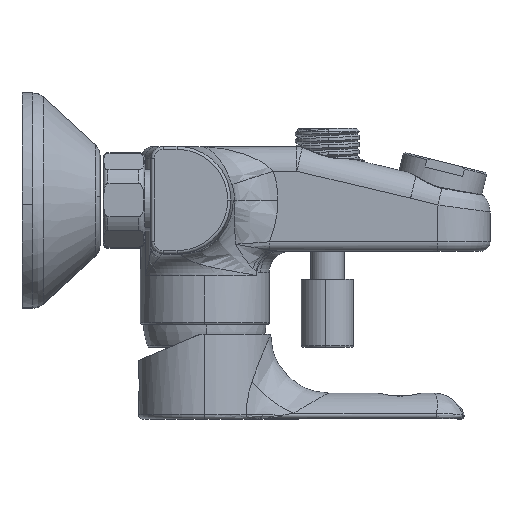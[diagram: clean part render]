
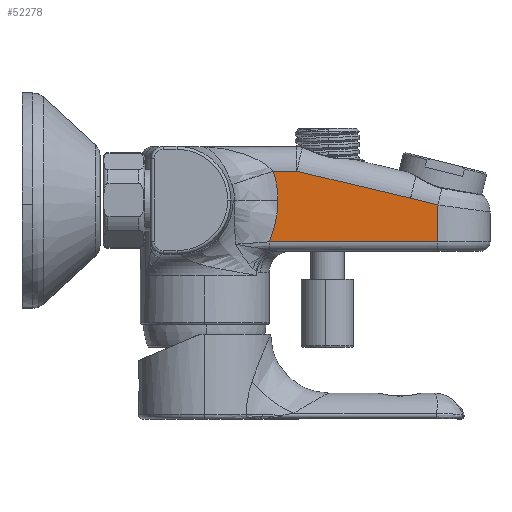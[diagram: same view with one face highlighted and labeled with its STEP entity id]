
A CAD part, top view. The second image highlights one B-rep face of the part: STEP entity #52278.
In plain terms, the highlighted face is planar.
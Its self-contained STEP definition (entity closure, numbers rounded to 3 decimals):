
#1058 = CARTESIAN_POINT ( 'NONE',  ( 29.094, 7.785, -17. ) ) ;
#2309 = DIRECTION ( 'NONE',  ( -1., 0., 0. ) ) ;
#2873 = PLANE ( 'NONE',  #18647 ) ;
#3467 = DIRECTION ( 'NONE',  ( 0., 0., -1. ) ) ;
#4373 = DIRECTION ( 'NONE',  ( -0.97, -0.243, 0. ) ) ;
#6784 = CARTESIAN_POINT ( 'NONE',  ( 23.85, 17.675, -17. ) ) ;
#10791 = VERTEX_POINT ( 'NONE', #45789 ) ;
#11212 = CARTESIAN_POINT ( 'NONE',  ( 21.126, 31., -17. ) ) ;
#13787 = LINE ( 'NONE', #66623, #46291 ) ;
#13901 = CARTESIAN_POINT ( 'NONE',  ( 67.046, 16.773, -17. ) ) ;
#14102 = VERTEX_POINT ( 'NONE', #78329 ) ;
#14823 = VERTEX_POINT ( 'NONE', #33358 ) ;
#16535 = CARTESIAN_POINT ( 'NONE',  ( 22.886, 25.598, -17. ) ) ;
#16811 = DIRECTION ( 'NONE',  ( -1., 0., 0. ) ) ;
#16988 = B_SPLINE_CURVE_WITH_KNOTS ( 'NONE', 3,
 ( #20370, #26812, #86614, #53950, #67060 ),
 .UNSPECIFIED., .F., .F.,
 ( 4, 1, 4 ),
 ( 0., 0.005, 0.01 ),
 .UNSPECIFIED. ) ;
#17438 = LINE ( 'NONE', #27788, #34129 ) ;
#18015 = EDGE_CURVE ( 'NONE', #68328, #80395, #60867, .T. ) ;
#18647 = AXIS2_PLACEMENT_3D ( 'NONE', #55830, #3467, #2309 ) ;
#20370 = CARTESIAN_POINT ( 'NONE',  ( 22.368, 8., -17. ) ) ;
#23395 = EDGE_CURVE ( 'NONE', #10791, #14102, #80495, .T. ) ;
#24308 = CARTESIAN_POINT ( 'NONE',  ( 66.998, 16.761, -17. ) ) ;
#26812 = CARTESIAN_POINT ( 'NONE',  ( 22.86, 9.545, -17. ) ) ;
#26856 = DIRECTION ( 'NONE',  ( -0.973, -0.23, 0. ) ) ;
#27046 = VECTOR ( 'NONE', #26856, 1000. ) ;
#27788 = CARTESIAN_POINT ( 'NONE',  ( 75.938, 34., -17. ) ) ;
#28067 = CARTESIAN_POINT ( 'NONE',  ( 75.938, 18.996, -17. ) ) ;
#30025 = CARTESIAN_POINT ( 'NONE',  ( 21.915, 28.859, -17. ) ) ;
#31296 = ORIENTED_EDGE ( 'NONE', *, *, #73869, .T. ) ;
#32222 = ORIENTED_EDGE ( 'NONE', *, *, #85647, .T. ) ;
#33316 = DIRECTION ( 'NONE',  ( 0., -1., 0. ) ) ;
#33358 = CARTESIAN_POINT ( 'NONE',  ( 23.85, 17.5, -17. ) ) ;
#33961 = DIRECTION ( 'NONE',  ( 1., 0., 0. ) ) ;
#34129 = VECTOR ( 'NONE', #33316, 1000. ) ;
#35551 = ORIENTED_EDGE ( 'NONE', *, *, #55131, .T. ) ;
#38447 = LINE ( 'NONE', #42303, #60384 ) ;
#38543 = ORIENTED_EDGE ( 'NONE', *, *, #72759, .T. ) ;
#39749 = VECTOR ( 'NONE', #16811, 1000. ) ;
#42297 = ORIENTED_EDGE ( 'NONE', *, *, #23395, .T. ) ;
#42303 = CARTESIAN_POINT ( 'NONE',  ( 23.85, 34., -17. ) ) ;
#43273 = B_SPLINE_CURVE_WITH_KNOTS ( 'NONE', 3,
 ( #57129, #70548, #77303, #16535, #44027, #30025, #65276, #11212 ),
 .UNSPECIFIED., .F., .F.,
 ( 4, 2, 2, 4 ),
 ( 0., 0.007, 0.01, 0.014 ),
 .UNSPECIFIED. ) ;
#44027 = CARTESIAN_POINT ( 'NONE',  ( 22.593, 26.692, -17. ) ) ;
#45789 = CARTESIAN_POINT ( 'NONE',  ( 30.003, 8., -17. ) ) ;
#46291 = VECTOR ( 'NONE', #33961, 1000. ) ;
#48189 = VERTEX_POINT ( 'NONE', #6784 ) ;
#52278 = ADVANCED_FACE ( 'NONE', ( #73742 ), #2873, .T. ) ;
#52418 = VERTEX_POINT ( 'NONE', #53151 ) ;
#53116 = ORIENTED_EDGE ( 'NONE', *, *, #18015, .T. ) ;
#53151 = CARTESIAN_POINT ( 'NONE',  ( 21.126, 31., -17. ) ) ;
#53950 = CARTESIAN_POINT ( 'NONE',  ( 23.85, 15.878, -17. ) ) ;
#55131 = EDGE_CURVE ( 'NONE', #52418, #82380, #13787, .T. ) ;
#55830 = CARTESIAN_POINT ( 'NONE',  ( 12.329, 34., -17. ) ) ;
#57129 = CARTESIAN_POINT ( 'NONE',  ( 23.85, 17.675, -17. ) ) ;
#60384 = VECTOR ( 'NONE', #82572, 1000. ) ;
#60867 = LINE ( 'NONE', #24308, #70250 ) ;
#64145 = CARTESIAN_POINT ( 'NONE',  ( 75.938, 31., -17. ) ) ;
#65276 = CARTESIAN_POINT ( 'NONE',  ( 21.531, 29.932, -17. ) ) ;
#66623 = CARTESIAN_POINT ( 'NONE',  ( 75.938, 31., -17. ) ) ;
#67060 = CARTESIAN_POINT ( 'NONE',  ( 23.85, 17.5, -17. ) ) ;
#68328 = VERTEX_POINT ( 'NONE', #28067 ) ;
#70250 = VECTOR ( 'NONE', #4373, 1000. ) ;
#70548 = CARTESIAN_POINT ( 'NONE',  ( 23.85, 20.005, -17. ) ) ;
#72759 = EDGE_CURVE ( 'NONE', #48189, #52418, #43273, .T. ) ;
#73392 = EDGE_LOOP ( 'NONE', ( #38543, #35551, #32222, #53116, #76229, #42297, #79293, #31296 ) ) ;
#73742 = FACE_OUTER_BOUND ( 'NONE', #73392, .T. ) ;
#73869 = EDGE_CURVE ( 'NONE', #14823, #48189, #38447, .T. ) ;
#75033 = LINE ( 'NONE', #1058, #27046 ) ;
#76229 = ORIENTED_EDGE ( 'NONE', *, *, #82083, .T. ) ;
#77303 = CARTESIAN_POINT ( 'NONE',  ( 23.597, 22.274, -17. ) ) ;
#78329 = CARTESIAN_POINT ( 'NONE',  ( 22.368, 8., -17. ) ) ;
#79173 = EDGE_CURVE ( 'NONE', #14102, #14823, #16988, .T. ) ;
#79293 = ORIENTED_EDGE ( 'NONE', *, *, #79173, .T. ) ;
#80395 = VERTEX_POINT ( 'NONE', #13901 ) ;
#80495 = LINE ( 'NONE', #83999, #39749 ) ;
#82083 = EDGE_CURVE ( 'NONE', #80395, #10791, #75033, .T. ) ;
#82380 = VERTEX_POINT ( 'NONE', #64145 ) ;
#82572 = DIRECTION ( 'NONE',  ( 0., 1., 0. ) ) ;
#83999 = CARTESIAN_POINT ( 'NONE',  ( -5.131, 8., -17. ) ) ;
#85647 = EDGE_CURVE ( 'NONE', #82380, #68328, #17438, .T. ) ;
#86614 = CARTESIAN_POINT ( 'NONE',  ( 23.597, 12.674, -17. ) ) ;
